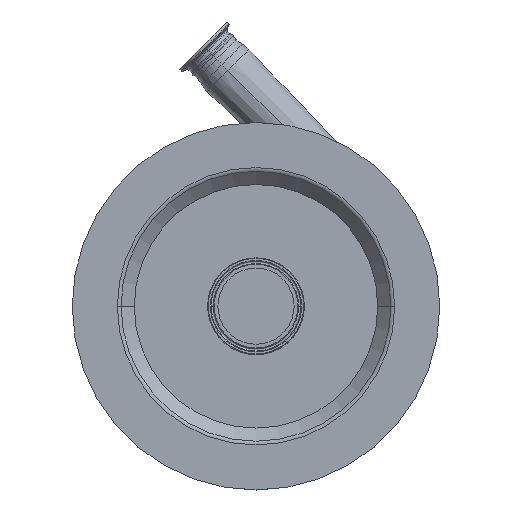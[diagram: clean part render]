
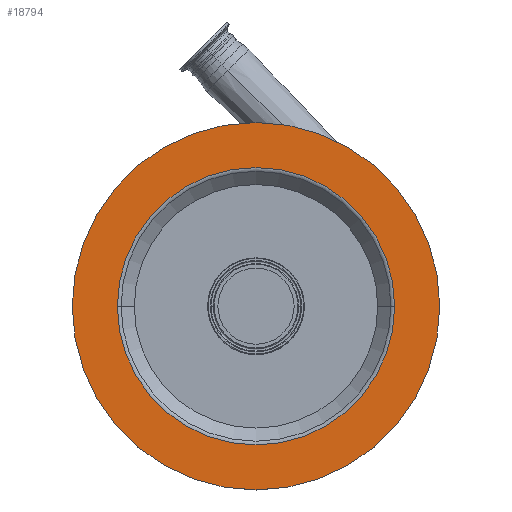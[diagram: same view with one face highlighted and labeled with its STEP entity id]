
A CAD part, top view. The second image highlights one B-rep face of the part: STEP entity #18794.
In plain terms, the highlighted planar face has unit normal (0, 0, 1).
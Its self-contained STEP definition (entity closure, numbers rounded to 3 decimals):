
#325 = AXIS2_PLACEMENT_3D ( 'NONE', #7300, #11839, #14438 ) ;
#746 = CARTESIAN_POINT ( 'NONE',  ( 175., 0., 67. ) ) ;
#892 = VERTEX_POINT ( 'NONE', #5779 ) ;
#1072 = FACE_BOUND ( 'NONE', #18554, .T. ) ;
#1675 = CIRCLE ( 'NONE', #11777, 132.071 ) ;
#1886 = EDGE_CURVE ( 'NONE', #13958, #10054, #15098, .T. ) ;
#2935 = DIRECTION ( 'NONE',  ( -1., 0., 0. ) ) ;
#4127 = ORIENTED_EDGE ( 'NONE', *, *, #5251, .T. ) ;
#4420 = PLANE ( 'NONE',  #13010 ) ;
#4746 = CIRCLE ( 'NONE', #325, 175. ) ;
#5251 = EDGE_CURVE ( 'NONE', #17820, #892, #1675, .T. ) ;
#5518 = DIRECTION ( 'NONE',  ( -1., 0., 0. ) ) ;
#5645 = AXIS2_PLACEMENT_3D ( 'NONE', #17810, #17618, #16051 ) ;
#5779 = CARTESIAN_POINT ( 'NONE',  ( -132.071, 0., 67. ) ) ;
#7300 = CARTESIAN_POINT ( 'NONE',  ( 0., 0., 67. ) ) ;
#8583 = DIRECTION ( 'NONE',  ( 0., 0., -1. ) ) ;
#10054 = VERTEX_POINT ( 'NONE', #746 ) ;
#10450 = EDGE_CURVE ( 'NONE', #892, #17820, #14183, .T. ) ;
#10459 = CARTESIAN_POINT ( 'NONE',  ( 0., 175., 67. ) ) ;
#10713 = CARTESIAN_POINT ( 'NONE',  ( -175., 0., 67. ) ) ;
#11777 = AXIS2_PLACEMENT_3D ( 'NONE', #18333, #18434, #15273 ) ;
#11798 = CARTESIAN_POINT ( 'NONE',  ( 132.071, 0., 67. ) ) ;
#11839 = DIRECTION ( 'NONE',  ( 0., 0., -1. ) ) ;
#12830 = CARTESIAN_POINT ( 'NONE',  ( 0., 0., 67. ) ) ;
#13005 = EDGE_CURVE ( 'NONE', #10054, #13958, #4746, .T. ) ;
#13010 = AXIS2_PLACEMENT_3D ( 'NONE', #10459, #8583, #2935 ) ;
#13958 = VERTEX_POINT ( 'NONE', #10713 ) ;
#14183 = CIRCLE ( 'NONE', #5645, 132.071 ) ;
#14384 = ORIENTED_EDGE ( 'NONE', *, *, #1886, .F. ) ;
#14438 = DIRECTION ( 'NONE',  ( -1., 0., 0. ) ) ;
#15098 = CIRCLE ( 'NONE', #18901, 175. ) ;
#15273 = DIRECTION ( 'NONE',  ( -1., 0., 0. ) ) ;
#15832 = ORIENTED_EDGE ( 'NONE', *, *, #10450, .T. ) ;
#15906 = DIRECTION ( 'NONE',  ( 0., 0., -1. ) ) ;
#16051 = DIRECTION ( 'NONE',  ( -1., 0., 0. ) ) ;
#16387 = ORIENTED_EDGE ( 'NONE', *, *, #13005, .F. ) ;
#17390 = EDGE_LOOP ( 'NONE', ( #14384, #16387 ) ) ;
#17618 = DIRECTION ( 'NONE',  ( 0., 0., -1. ) ) ;
#17810 = CARTESIAN_POINT ( 'NONE',  ( 0., 0., 67. ) ) ;
#17820 = VERTEX_POINT ( 'NONE', #11798 ) ;
#17968 = FACE_OUTER_BOUND ( 'NONE', #17390, .T. ) ;
#18333 = CARTESIAN_POINT ( 'NONE',  ( 0., 0., 67. ) ) ;
#18434 = DIRECTION ( 'NONE',  ( 0., 0., -1. ) ) ;
#18554 = EDGE_LOOP ( 'NONE', ( #15832, #4127 ) ) ;
#18794 = ADVANCED_FACE ( 'NONE', ( #1072, #17968 ), #4420, .F. ) ;
#18901 = AXIS2_PLACEMENT_3D ( 'NONE', #12830, #15906, #5518 ) ;
